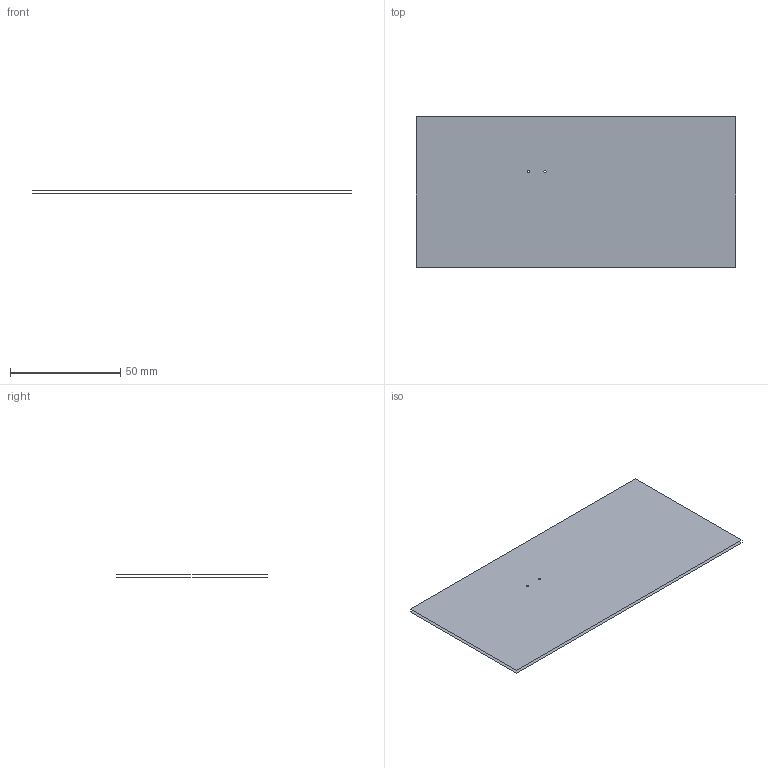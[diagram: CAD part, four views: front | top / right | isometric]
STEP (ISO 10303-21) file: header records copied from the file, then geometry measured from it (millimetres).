
FILE_DESCRIPTION(('KiCad electronic assembly'),'2;1');
FILE_NAME('PBB.step','2025-03-31T10:37:21',('Pcbnew'),('Kicad'), 'Open CASCADE STEP processor 7.5','KiCad to STEP converter','Unknown' );
FILE_SCHEMA(('AUTOMOTIVE_DESIGN { 1 0 10303 214 1 1 1 1 }'));
Length unit declared in the file: millimetre
Products named in the file (2): PBB 1; PBB_soldermask
Assembly tree (1 placements, depth 2):
  PBB 1
    PBB_soldermask
Bounding box: 144.73 x 68.08 x 1.61 mm (x, y, z)
Surface area: 19703.3 mm2 (no closed solid volume)
Topology: 0 solids, 2 shells, 2 faces, 12 edges, 12 vertices
Faces by surface type: plane 2
Entity records: 252 total; most frequent: CARTESIAN_POINT 52, DIRECTION 34, LINE 16, VECTOR 16, ORIENTED_EDGE 12, EDGE_CURVE 12, VERTEX_POINT 12, SURFACE_CURVE 12
